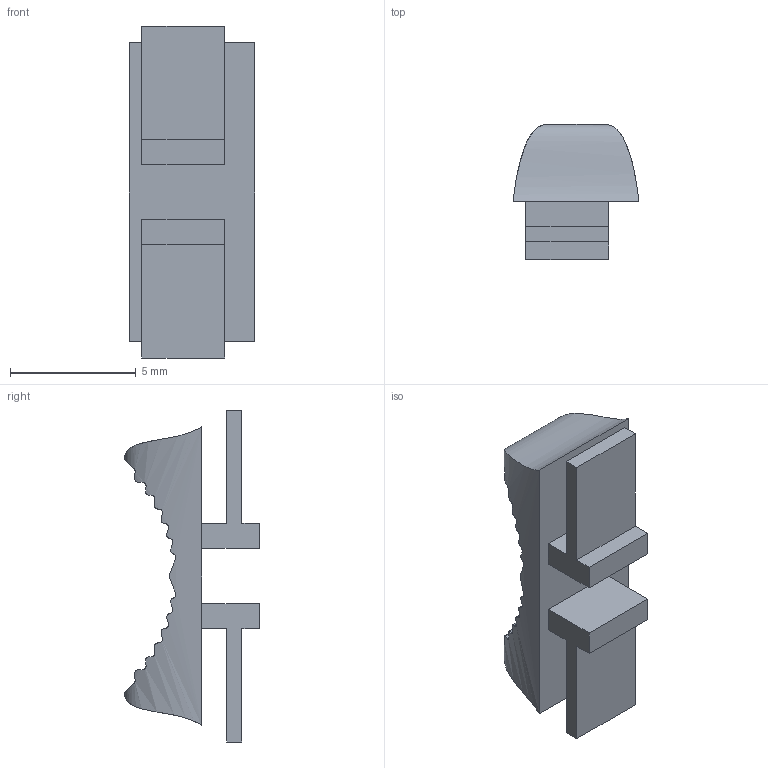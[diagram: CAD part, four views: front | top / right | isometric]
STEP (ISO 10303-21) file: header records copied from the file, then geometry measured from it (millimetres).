
FILE_DESCRIPTION(/* description */ (''),/* implementation_level */ '2;1');
FILE_NAME(/* name */ 'Selector_cap_ANY.step',/* time_stamp */ '2022-10-14T19:39:19+03:00',/* author */ (''),/* organization */ (''),/* preprocessor_version */ 'ST-DEVELOPER v19',/* originating_system */ 'Autodesk Translation Framework v11.7.0.108',/* authorisation */ '');
FILE_SCHEMA (('AUTOMOTIVE_DESIGN { 1 0 10303 214 3 1 1 }'));
Length unit declared in the file: millimetre
Products named in the file (1): iykujhfaegsrdgfhjk
Bounding box: 5 x 5.37 x 13.2 mm (x, y, z)
Volume: 131 mm3; surface area: 293.5 mm2
Topology: 1 solids, 1 shells, 74 faces, 210 edges, 140 vertices
Faces by surface type: plane 39, cylinder 29, bspline 6
Entity records: 3573 total; most frequent: CARTESIAN_POINT 1850, ORIENTED_EDGE 420, DIRECTION 236, EDGE_CURVE 210, VERTEX_POINT 140, B_SPLINE_CURVE_WITH_KNOTS 112, LINE 98, VECTOR 98
